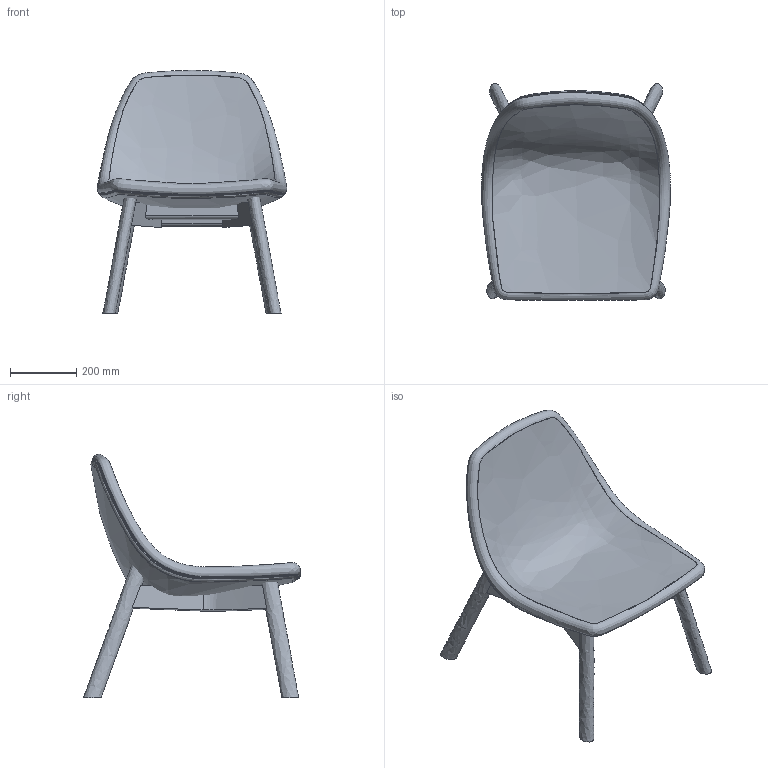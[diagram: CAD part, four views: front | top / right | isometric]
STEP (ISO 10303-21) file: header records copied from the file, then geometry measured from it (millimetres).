
FILE_DESCRIPTION(/* description */ (''),/* implementation_level */ '2;1');
FILE_NAME(/* name */ 'Slink_CB-621_3D',/* time_stamp */ '2023-10-06T12:43:57+02:00',/* author */ (''),/* organization */ (''),/* preprocessor_version */ 'ST-DEVELOPER v16.5',/* originating_system */ 'Rhino 7.31',/* authorisation */ '');
FILE_SCHEMA (('AUTOMOTIVE_DESIGN'));
Length unit declared in the file: centimetre
Products named in the file (2): Document; Slink_CB-621
Assembly tree (1 placements, depth 2):
  Document
    Slink_CB-621
Bounding box: 572.62 x 656.68 x 736.46 mm (x, y, z)
Volume: 1643754.5 mm3; surface area: 1525012.6 mm2
Topology: 5 solids, 20 shells, 90 faces, 225 edges, 154 vertices
Faces by surface type: bspline 45, plane 40, cylinder 5
Full cylindrical faces by diameter (mm): 4.018 x1
Entity records: 83342 total; most frequent: CARTESIAN_POINT 81657, ORIENTED_EDGE 396, EDGE_CURVE 225, B_SPLINE_CURVE_WITH_KNOTS 201, VERTEX_POINT 154, ADVANCED_FACE 90, FACE_OUTER_BOUND 90, EDGE_LOOP 90
